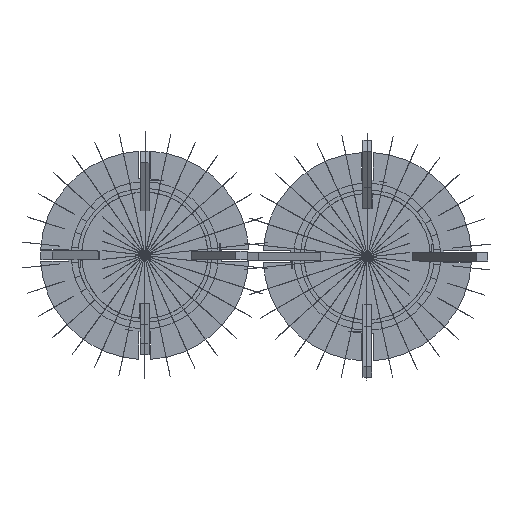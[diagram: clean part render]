
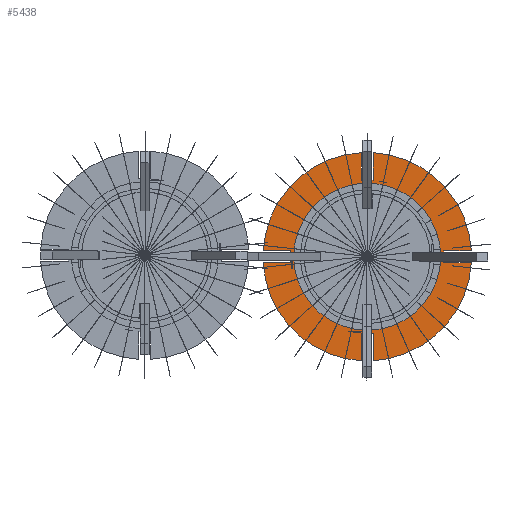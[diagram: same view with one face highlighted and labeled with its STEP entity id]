
A CAD part, front view. The second image highlights one B-rep face of the part: STEP entity #5438.
In plain terms, the highlighted planar face has unit normal (0, -1, 0).
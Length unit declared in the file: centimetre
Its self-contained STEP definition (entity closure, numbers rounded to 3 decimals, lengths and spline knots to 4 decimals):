
#637=FACE_BOUND('',#1250,.T.);
#653=PLANE('',#5995);
#868=FACE_OUTER_BOUND('',#1249,.T.);
#1249=EDGE_LOOP('',(#3850,#3851,#3852,#3853,#3854,#3855,#3856,#3857,#3858,
#3859,#3860,#3861,#3862,#3863,#3864,#3865));
#1250=EDGE_LOOP('',(#3866));
#1628=CIRCLE('',#5982,7.0771);
#1637=CIRCLE('',#5994,4.992);
#1638=CIRCLE('',#5996,5.1995);
#1639=CIRCLE('',#5997,7.0771);
#1640=CIRCLE('',#5998,5.1995);
#1641=CIRCLE('',#5999,7.0771);
#1642=CIRCLE('',#6000,5.1995);
#1643=CIRCLE('',#6001,7.0771);
#1644=CIRCLE('',#6002,5.1995);
#1676=LINE('',#7804,#2039);
#1680=LINE('',#7816,#2043);
#1689=LINE('',#7854,#2052);
#1690=LINE('',#7858,#2053);
#1691=LINE('',#7862,#2054);
#1692=LINE('',#7866,#2055);
#1693=LINE('',#7870,#2056);
#1694=LINE('',#7874,#2057);
#2039=VECTOR('',#6456,1.);
#2043=VECTOR('',#6468,1.);
#2052=VECTOR('',#6503,1.);
#2053=VECTOR('',#6506,1.);
#2054=VECTOR('',#6509,1.);
#2055=VECTOR('',#6512,1.);
#2056=VECTOR('',#6515,1.);
#2057=VECTOR('',#6518,1.);
#2495=VERTEX_POINT('',#7801);
#2496=VERTEX_POINT('',#7803);
#2498=VERTEX_POINT('',#7809);
#2500=VERTEX_POINT('',#7815);
#2514=VERTEX_POINT('',#7847);
#2515=VERTEX_POINT('',#7851);
#2516=VERTEX_POINT('',#7853);
#2517=VERTEX_POINT('',#7855);
#2518=VERTEX_POINT('',#7857);
#2519=VERTEX_POINT('',#7859);
#2520=VERTEX_POINT('',#7861);
#2521=VERTEX_POINT('',#7863);
#2522=VERTEX_POINT('',#7865);
#2523=VERTEX_POINT('',#7867);
#2524=VERTEX_POINT('',#7869);
#2525=VERTEX_POINT('',#7871);
#2526=VERTEX_POINT('',#7873);
#3022=EDGE_CURVE('',#2496,#2495,#1676,.T.);
#3025=EDGE_CURVE('',#2498,#2496,#1628,.T.);
#3028=EDGE_CURVE('',#2500,#2498,#1680,.T.);
#3045=EDGE_CURVE('',#2514,#2514,#1637,.T.);
#3046=EDGE_CURVE('',#2495,#2515,#1638,.T.);
#3047=EDGE_CURVE('',#2515,#2516,#1689,.T.);
#3048=EDGE_CURVE('',#2516,#2517,#1639,.T.);
#3049=EDGE_CURVE('',#2517,#2518,#1690,.T.);
#3050=EDGE_CURVE('',#2518,#2519,#1640,.T.);
#3051=EDGE_CURVE('',#2519,#2520,#1691,.T.);
#3052=EDGE_CURVE('',#2520,#2521,#1641,.T.);
#3053=EDGE_CURVE('',#2521,#2522,#1692,.T.);
#3054=EDGE_CURVE('',#2522,#2523,#1642,.T.);
#3055=EDGE_CURVE('',#2523,#2524,#1693,.T.);
#3056=EDGE_CURVE('',#2524,#2525,#1643,.T.);
#3057=EDGE_CURVE('',#2525,#2526,#1694,.T.);
#3058=EDGE_CURVE('',#2526,#2500,#1644,.T.);
#3850=ORIENTED_EDGE('',*,*,#3046,.T.);
#3851=ORIENTED_EDGE('',*,*,#3047,.T.);
#3852=ORIENTED_EDGE('',*,*,#3048,.T.);
#3853=ORIENTED_EDGE('',*,*,#3049,.T.);
#3854=ORIENTED_EDGE('',*,*,#3050,.T.);
#3855=ORIENTED_EDGE('',*,*,#3051,.T.);
#3856=ORIENTED_EDGE('',*,*,#3052,.T.);
#3857=ORIENTED_EDGE('',*,*,#3053,.T.);
#3858=ORIENTED_EDGE('',*,*,#3054,.T.);
#3859=ORIENTED_EDGE('',*,*,#3055,.T.);
#3860=ORIENTED_EDGE('',*,*,#3056,.T.);
#3861=ORIENTED_EDGE('',*,*,#3057,.T.);
#3862=ORIENTED_EDGE('',*,*,#3058,.T.);
#3863=ORIENTED_EDGE('',*,*,#3028,.T.);
#3864=ORIENTED_EDGE('',*,*,#3025,.T.);
#3865=ORIENTED_EDGE('',*,*,#3022,.T.);
#3866=ORIENTED_EDGE('',*,*,#3045,.T.);
#5438=ADVANCED_FACE('',(#868,#637),#653,.T.);
#5982=AXIS2_PLACEMENT_3D('',#7810,#6462,#6463);
#5994=AXIS2_PLACEMENT_3D('',#7849,#6497,#6498);
#5995=AXIS2_PLACEMENT_3D('',#7850,#6499,#6500);
#5996=AXIS2_PLACEMENT_3D('',#7852,#6501,#6502);
#5997=AXIS2_PLACEMENT_3D('',#7856,#6504,#6505);
#5998=AXIS2_PLACEMENT_3D('',#7860,#6507,#6508);
#5999=AXIS2_PLACEMENT_3D('',#7864,#6510,#6511);
#6000=AXIS2_PLACEMENT_3D('',#7868,#6513,#6514);
#6001=AXIS2_PLACEMENT_3D('',#7872,#6516,#6517);
#6002=AXIS2_PLACEMENT_3D('',#7875,#6519,#6520);
#6456=DIRECTION('',(0.,0.,1.));
#6462=DIRECTION('center_axis',(0.,-1.,0.));
#6463=DIRECTION('ref_axis',(-1.,0.,0.));
#6468=DIRECTION('',(-1.,0.,0.));
#6497=DIRECTION('center_axis',(0.,1.,0.));
#6498=DIRECTION('ref_axis',(0.,0.,
-1.));
#6499=DIRECTION('center_axis',(0.,-1.,0.));
#6500=DIRECTION('ref_axis',(-1.,0.,0.));
#6501=DIRECTION('center_axis',(0.,-1.,0.));
#6502=DIRECTION('ref_axis',(1.,0.,0.));
#6503=DIRECTION('',(0.,0.,-1.));
#6504=DIRECTION('center_axis',(0.,-1.,0.));
#6505=DIRECTION('ref_axis',(-1.,0.,0.));
#6506=DIRECTION('',(-1.,0.,0.));
#6507=DIRECTION('center_axis',(0.,-1.,0.));
#6508=DIRECTION('ref_axis',(1.,0.,0.));
#6509=DIRECTION('',(1.,0.,0.));
#6510=DIRECTION('center_axis',(0.,-1.,0.));
#6511=DIRECTION('ref_axis',(-1.,0.,0.));
#6512=DIRECTION('',(0.,0.,-1.));
#6513=DIRECTION('center_axis',(0.,-1.,0.));
#6514=DIRECTION('ref_axis',(1.,0.,0.));
#6515=DIRECTION('',(0.,0.,1.));
#6516=DIRECTION('center_axis',(0.,-1.,0.));
#6517=DIRECTION('ref_axis',(-1.,0.,0.));
#6518=DIRECTION('',(1.,0.,0.));
#6519=DIRECTION('center_axis',(0.,-1.,0.));
#6520=DIRECTION('ref_axis',(1.,0.,0.));
#7801=CARTESIAN_POINT('',(-7.8943,1.7247,-10.2433));
#7803=CARTESIAN_POINT('',(-7.8943,1.7247,-12.1248));
#7804=CARTESIAN_POINT('',(-7.8943,1.7247,-10.2433));
#7809=CARTESIAN_POINT('',(-14.5661,1.7247,-5.4532));
#7810=CARTESIAN_POINT('Origin',(-7.5,1.7247,-5.0588));
#7815=CARTESIAN_POINT('',(-12.6845,1.7247,-5.4532));
#7816=CARTESIAN_POINT('',(-12.6845,1.7247,-5.4532));
#7847=CARTESIAN_POINT('',(-7.5,1.7247,-0.0668));
#7849=CARTESIAN_POINT('Origin',(-7.5,1.7247,-5.0588));
#7850=CARTESIAN_POINT('Origin',(-7.5,1.7247,-5.0588));
#7851=CARTESIAN_POINT('',(-7.1033,1.7247,-10.2431));
#7852=CARTESIAN_POINT('Origin',(-7.5,1.7247,-5.0588));
#7853=CARTESIAN_POINT('',(-7.1033,1.7247,-12.1247));
#7854=CARTESIAN_POINT('',(-7.1033,1.7247,-10.2431));
#7855=CARTESIAN_POINT('',(-0.4341,1.7247,-5.457));
#7856=CARTESIAN_POINT('Origin',(-7.5,1.7247,-5.0588));
#7857=CARTESIAN_POINT('',(-2.3158,1.7247,-5.457));
#7858=CARTESIAN_POINT('',(-2.3158,1.7247,-5.457));
#7859=CARTESIAN_POINT('',(-2.3158,1.7247,-4.6605));
#7860=CARTESIAN_POINT('Origin',(-7.5,1.7247,-5.0588));
#7861=CARTESIAN_POINT('',(-0.4341,1.7247,-4.6605));
#7862=CARTESIAN_POINT('',(-2.3158,1.7247,-4.6605));
#7863=CARTESIAN_POINT('',(-7.1057,1.7247,2.0073));
#7864=CARTESIAN_POINT('Origin',(-7.5,1.7247,-5.0588));
#7865=CARTESIAN_POINT('',(-7.1057,1.7247,0.1258));
#7866=CARTESIAN_POINT('',(-7.1057,1.7247,0.1258));
#7867=CARTESIAN_POINT('',(-7.8943,1.7247,0.1258));
#7868=CARTESIAN_POINT('Origin',(-7.5,1.7247,-5.0588));
#7869=CARTESIAN_POINT('',(-7.8943,1.7247,2.0073));
#7870=CARTESIAN_POINT('',(-7.8943,1.7247,2.0073));
#7871=CARTESIAN_POINT('',(-14.5661,1.7247,-4.6643));
#7872=CARTESIAN_POINT('Origin',(-7.5,1.7247,-5.0588));
#7873=CARTESIAN_POINT('',(-12.6845,1.7247,-4.6643));
#7874=CARTESIAN_POINT('',(-12.6845,1.7247,-4.6643));
#7875=CARTESIAN_POINT('Origin',(-7.5,1.7247,-5.0588));
